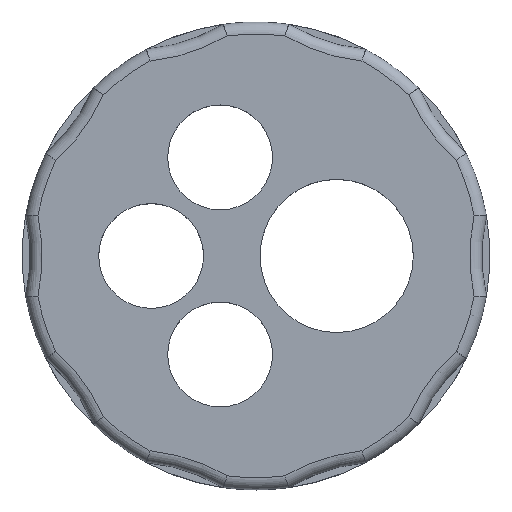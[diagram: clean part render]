
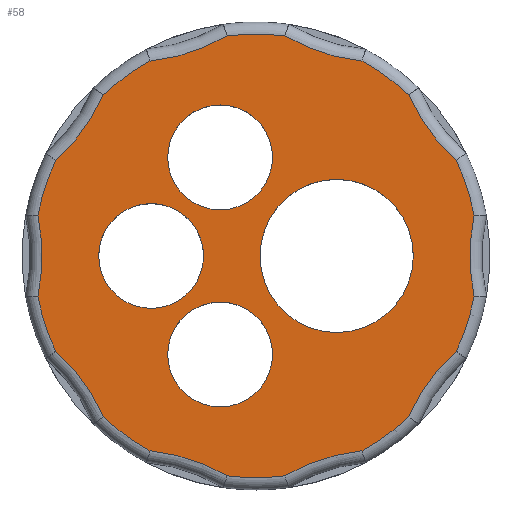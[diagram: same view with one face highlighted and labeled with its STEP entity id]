
A CAD part, top view. The second image highlights one B-rep face of the part: STEP entity #58.
In plain terms, the highlighted planar face has unit normal (0, 0, 1).
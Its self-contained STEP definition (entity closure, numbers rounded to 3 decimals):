
#58=ADVANCED_FACE('',(#138,#139,#140,#141,#142),#143,.F.);
#138=FACE_OUTER_BOUND('',#298,.T.);
#139=FACE_BOUND('',#299,.T.);
#140=FACE_BOUND('',#300,.T.);
#141=FACE_BOUND('',#301,.T.);
#142=FACE_BOUND('',#302,.T.);
#143=PLANE('',#303);
#298=EDGE_LOOP('',(#2458,#2459,#2460,#2461,#2462,#2463,#2464,#2465,#2466,#2467,#2468,#2469,#2470,#2471,#2472,#2473,#2474,#2475,#2476,#2477));
#299=EDGE_LOOP('',(#2478,#2479));
#300=EDGE_LOOP('',(#2480,#2481));
#301=EDGE_LOOP('',(#2482,#2483));
#302=EDGE_LOOP('',(#2484,#2485));
#303=AXIS2_PLACEMENT_3D('',#2486,#2487,#2488);
#2458=ORIENTED_EDGE('',*,*,#3046,.T.);
#2459=ORIENTED_EDGE('',*,*,#3047,.T.);
#2460=ORIENTED_EDGE('',*,*,#3048,.T.);
#2461=ORIENTED_EDGE('',*,*,#3049,.T.);
#2462=ORIENTED_EDGE('',*,*,#3050,.T.);
#2463=ORIENTED_EDGE('',*,*,#3051,.T.);
#2464=ORIENTED_EDGE('',*,*,#3052,.T.);
#2465=ORIENTED_EDGE('',*,*,#3053,.T.);
#2466=ORIENTED_EDGE('',*,*,#3054,.T.);
#2467=ORIENTED_EDGE('',*,*,#3055,.T.);
#2468=ORIENTED_EDGE('',*,*,#3056,.T.);
#2469=ORIENTED_EDGE('',*,*,#3057,.T.);
#2470=ORIENTED_EDGE('',*,*,#3058,.T.);
#2471=ORIENTED_EDGE('',*,*,#3059,.T.);
#2472=ORIENTED_EDGE('',*,*,#3060,.T.);
#2473=ORIENTED_EDGE('',*,*,#3061,.T.);
#2474=ORIENTED_EDGE('',*,*,#3062,.T.);
#2475=ORIENTED_EDGE('',*,*,#3063,.T.);
#2476=ORIENTED_EDGE('',*,*,#3016,.T.);
#2477=ORIENTED_EDGE('',*,*,#3045,.T.);
#2478=ORIENTED_EDGE('',*,*,#3064,.F.);
#2479=ORIENTED_EDGE('',*,*,#3065,.F.);
#2480=ORIENTED_EDGE('',*,*,#3066,.F.);
#2481=ORIENTED_EDGE('',*,*,#3067,.F.);
#2482=ORIENTED_EDGE('',*,*,#3068,.F.);
#2483=ORIENTED_EDGE('',*,*,#3069,.F.);
#2484=ORIENTED_EDGE('',*,*,#3070,.F.);
#2485=ORIENTED_EDGE('',*,*,#3071,.F.);
#2486=CARTESIAN_POINT('',(0.0,0.0,12.0));
#2487=DIRECTION('',(0.0,0.0,-1.0));
#2488=DIRECTION('',(0.0,-1.0,0.0));
#3016=EDGE_CURVE('',#3220,#3218,#3221,.T.);
#3045=EDGE_CURVE('',#3218,#3272,#3274,.T.);
#3046=EDGE_CURVE('',#3272,#3275,#3276,.T.);
#3047=EDGE_CURVE('',#3275,#3277,#3278,.T.);
#3048=EDGE_CURVE('',#3277,#3279,#3280,.T.);
#3049=EDGE_CURVE('',#3279,#3281,#3282,.T.);
#3050=EDGE_CURVE('',#3281,#3283,#3284,.T.);
#3051=EDGE_CURVE('',#3283,#3285,#3286,.T.);
#3052=EDGE_CURVE('',#3285,#3287,#3288,.T.);
#3053=EDGE_CURVE('',#3287,#3289,#3290,.T.);
#3054=EDGE_CURVE('',#3289,#3291,#3292,.T.);
#3055=EDGE_CURVE('',#3291,#3293,#3294,.T.);
#3056=EDGE_CURVE('',#3293,#3295,#3296,.T.);
#3057=EDGE_CURVE('',#3295,#3297,#3298,.T.);
#3058=EDGE_CURVE('',#3297,#3299,#3300,.T.);
#3059=EDGE_CURVE('',#3299,#3301,#3302,.T.);
#3060=EDGE_CURVE('',#3301,#3303,#3304,.T.);
#3061=EDGE_CURVE('',#3303,#3305,#3306,.T.);
#3062=EDGE_CURVE('',#3305,#3307,#3308,.T.);
#3063=EDGE_CURVE('',#3307,#3220,#3309,.T.);
#3064=EDGE_CURVE('',#3310,#3311,#3312,.T.);
#3065=EDGE_CURVE('',#3311,#3310,#3313,.T.);
#3066=EDGE_CURVE('',#3314,#3315,#3316,.T.);
#3067=EDGE_CURVE('',#3315,#3314,#3317,.T.);
#3068=EDGE_CURVE('',#3318,#3319,#3320,.T.);
#3069=EDGE_CURVE('',#3319,#3318,#3321,.T.);
#3070=EDGE_CURVE('',#3322,#3323,#3324,.T.);
#3071=EDGE_CURVE('',#3323,#3322,#3325,.T.);
#3218=VERTEX_POINT('',#3551);
#3220=VERTEX_POINT('',#3560);
#3221=CIRCLE('',#3561,23.879);
#3272=VERTEX_POINT('',#3631);
#3274=CIRCLE('',#3640,27.5);
#3275=VERTEX_POINT('',#3641);
#3276=CIRCLE('',#3642,23.879);
#3277=VERTEX_POINT('',#3643);
#3278=CIRCLE('',#3644,27.5);
#3279=VERTEX_POINT('',#3645);
#3280=CIRCLE('',#3646,23.879);
#3281=VERTEX_POINT('',#3647);
#3282=CIRCLE('',#3648,27.5);
#3283=VERTEX_POINT('',#3649);
#3284=CIRCLE('',#3650,23.879);
#3285=VERTEX_POINT('',#3651);
#3286=CIRCLE('',#3652,27.5);
#3287=VERTEX_POINT('',#3653);
#3288=CIRCLE('',#3654,23.879);
#3289=VERTEX_POINT('',#3655);
#3290=CIRCLE('',#3656,27.5);
#3291=VERTEX_POINT('',#3657);
#3292=CIRCLE('',#3658,23.879);
#3293=VERTEX_POINT('',#3659);
#3294=CIRCLE('',#3660,27.5);
#3295=VERTEX_POINT('',#3661);
#3296=CIRCLE('',#3662,23.879);
#3297=VERTEX_POINT('',#3663);
#3298=CIRCLE('',#3664,27.5);
#3299=VERTEX_POINT('',#3665);
#3300=CIRCLE('',#3666,23.879);
#3301=VERTEX_POINT('',#3667);
#3302=CIRCLE('',#3668,27.5);
#3303=VERTEX_POINT('',#3669);
#3304=CIRCLE('',#3670,23.879);
#3305=VERTEX_POINT('',#3671);
#3306=CIRCLE('',#3672,27.5);
#3307=VERTEX_POINT('',#3673);
#3308=CIRCLE('',#3674,23.879);
#3309=CIRCLE('',#3675,27.5);
#3310=VERTEX_POINT('',#3676);
#3311=VERTEX_POINT('',#3677);
#3312=CIRCLE('',#3678,9.5);
#3313=CIRCLE('',#3679,9.5);
#3314=VERTEX_POINT('',#3680);
#3315=VERTEX_POINT('',#3681);
#3316=CIRCLE('',#3682,6.5);
#3317=CIRCLE('',#3683,6.5);
#3318=VERTEX_POINT('',#3684);
#3319=VERTEX_POINT('',#3685);
#3320=CIRCLE('',#3686,6.5);
#3321=CIRCLE('',#3687,6.5);
#3322=VERTEX_POINT('',#3688);
#3323=VERTEX_POINT('',#3689);
#3324=CIRCLE('',#3690,6.5);
#3325=CIRCLE('',#3691,6.5);
#3551=CARTESIAN_POINT('',(-27.036,-5.031,12.0));
#3560=CARTESIAN_POINT('',(-27.036,5.031,12.0));
#3561=AXIS2_PLACEMENT_3D('',#5462,#5463,#5464);
#3631=CARTESIAN_POINT('',(-24.83,-11.821,12.0));
#3640=AXIS2_PLACEMENT_3D('',#5519,#5520,#5521);
#3641=CARTESIAN_POINT('',(-18.916,-19.961,12.0));
#3642=AXIS2_PLACEMENT_3D('',#5522,#5523,#5524);
#3643=CARTESIAN_POINT('',(-13.139,-24.158,12.0));
#3644=AXIS2_PLACEMENT_3D('',#5525,#5526,#5527);
#3645=CARTESIAN_POINT('',(-3.57,-27.267,12.0));
#3646=AXIS2_PLACEMENT_3D('',#5528,#5529,#5530);
#3647=CARTESIAN_POINT('',(3.57,-27.267,12.0));
#3648=AXIS2_PLACEMENT_3D('',#5531,#5532,#5533);
#3649=CARTESIAN_POINT('',(13.139,-24.158,12.0));
#3650=AXIS2_PLACEMENT_3D('',#5534,#5535,#5536);
#3651=CARTESIAN_POINT('',(18.916,-19.961,12.0));
#3652=AXIS2_PLACEMENT_3D('',#5537,#5538,#5539);
#3653=CARTESIAN_POINT('',(24.83,-11.821,12.0));
#3654=AXIS2_PLACEMENT_3D('',#5540,#5541,#5542);
#3655=CARTESIAN_POINT('',(27.036,-5.031,12.0));
#3656=AXIS2_PLACEMENT_3D('',#5543,#5544,#5545);
#3657=CARTESIAN_POINT('',(27.036,5.031,12.0));
#3658=AXIS2_PLACEMENT_3D('',#5546,#5547,#5548);
#3659=CARTESIAN_POINT('',(24.83,11.821,12.0));
#3660=AXIS2_PLACEMENT_3D('',#5549,#5550,#5551);
#3661=CARTESIAN_POINT('',(18.916,19.961,12.0));
#3662=AXIS2_PLACEMENT_3D('',#5552,#5553,#5554);
#3663=CARTESIAN_POINT('',(13.139,24.158,12.0));
#3664=AXIS2_PLACEMENT_3D('',#5555,#5556,#5557);
#3665=CARTESIAN_POINT('',(3.57,27.267,12.0));
#3666=AXIS2_PLACEMENT_3D('',#5558,#5559,#5560);
#3667=CARTESIAN_POINT('',(-3.57,27.267,12.0));
#3668=AXIS2_PLACEMENT_3D('',#5561,#5562,#5563);
#3669=CARTESIAN_POINT('',(-13.139,24.158,12.0));
#3670=AXIS2_PLACEMENT_3D('',#5564,#5565,#5566);
#3671=CARTESIAN_POINT('',(-18.916,19.961,12.0));
#3672=AXIS2_PLACEMENT_3D('',#5567,#5568,#5569);
#3673=CARTESIAN_POINT('',(-24.83,11.821,12.0));
#3674=AXIS2_PLACEMENT_3D('',#5570,#5571,#5572);
#3675=AXIS2_PLACEMENT_3D('',#5573,#5574,#5575);
#3676=CARTESIAN_POINT('',(10.0,9.5,12.0));
#3677=CARTESIAN_POINT('',(10.0,-9.5,12.0));
#3678=AXIS2_PLACEMENT_3D('',#5576,#5577,#5578);
#3679=AXIS2_PLACEMENT_3D('',#5579,#5580,#5581);
#3680=CARTESIAN_POINT('',(-13.0,6.5,12.0));
#3681=CARTESIAN_POINT('',(-13.0,-6.5,12.0));
#3682=AXIS2_PLACEMENT_3D('',#5582,#5583,#5584);
#3683=AXIS2_PLACEMENT_3D('',#5585,#5586,#5587);
#3684=CARTESIAN_POINT('',(-4.446,-5.716,12.0));
#3685=CARTESIAN_POINT('',(-4.446,-18.716,12.0));
#3686=AXIS2_PLACEMENT_3D('',#5588,#5589,#5590);
#3687=AXIS2_PLACEMENT_3D('',#5591,#5592,#5593);
#3688=CARTESIAN_POINT('',(-4.446,18.716,12.0));
#3689=CARTESIAN_POINT('',(-4.446,5.716,12.0));
#3690=AXIS2_PLACEMENT_3D('',#5594,#5595,#5596);
#3691=AXIS2_PLACEMENT_3D('',#5597,#5598,#5599);
#5462=CARTESIAN_POINT('',(-50.379,0.0,12.0));
#5463=DIRECTION('',(0.0,0.0,-1.0));
#5464=DIRECTION('',(0.978,0.211,0.0));
#5519=CARTESIAN_POINT('',(0.0,0.0,12.0));
#5520=DIRECTION('',(0.0,0.0,1.0));
#5521=DIRECTION('',(-0.983,-0.183,0.0));
#5522=CARTESIAN_POINT('',(-40.757,-29.612,12.0));
#5523=DIRECTION('',(0.0,0.0,-1.0));
#5524=DIRECTION('',(0.667,0.745,0.0));
#5525=CARTESIAN_POINT('',(0.0,0.0,12.0));
#5526=DIRECTION('',(0.0,0.0,1.0));
#5527=DIRECTION('',(-0.688,-0.726,0.0));
#5528=CARTESIAN_POINT('',(-15.568,-47.913,12.0));
#5529=DIRECTION('',(0.0,0.0,-1.0));
#5530=DIRECTION('',(0.102,0.995,0.0));
#5531=CARTESIAN_POINT('',(0.0,0.0,12.0));
#5532=DIRECTION('',(0.0,0.0,1.0));
#5533=DIRECTION('',(-0.13,-0.992,0.0));
#5534=CARTESIAN_POINT('',(15.568,-47.913,12.0));
#5535=DIRECTION('',(0.0,0.0,-1.0));
#5536=DIRECTION('',(-0.502,0.865,0.0));
#5537=CARTESIAN_POINT('',(0.0,0.0,12.0));
#5538=DIRECTION('',(0.0,0.0,1.0));
#5539=DIRECTION('',(0.478,-0.878,0.0));
#5540=CARTESIAN_POINT('',(40.757,-29.612,12.0));
#5541=DIRECTION('',(0.0,0.0,-1.0));
#5542=DIRECTION('',(-0.915,0.404,0.0));
#5543=CARTESIAN_POINT('',(0.0,0.0,12.0));
#5544=DIRECTION('',(0.0,0.0,1.0));
#5545=DIRECTION('',(0.903,-0.43,0.0));
#5546=CARTESIAN_POINT('',(50.379,0.0,12.0));
#5547=DIRECTION('',(-0.0,0.0,-1.0));
#5548=DIRECTION('',(-0.978,-0.211,0.0));
#5549=CARTESIAN_POINT('',(0.0,0.0,12.0));
#5550=DIRECTION('',(0.0,-0.0,1.0));
#5551=DIRECTION('',(0.983,0.183,0.0));
#5552=CARTESIAN_POINT('',(40.757,29.612,12.0));
#5553=DIRECTION('',(-0.0,0.0,-1.0));
#5554=DIRECTION('',(-0.667,-0.745,0.0));
#5555=CARTESIAN_POINT('',(0.0,0.0,12.0));
#5556=DIRECTION('',(0.0,-0.0,1.0));
#5557=DIRECTION('',(0.688,0.726,0.0));
#5558=CARTESIAN_POINT('',(15.568,47.913,12.0));
#5559=DIRECTION('',(-0.0,0.0,-1.0));
#5560=DIRECTION('',(-0.102,-0.995,0.0));
#5561=CARTESIAN_POINT('',(0.0,0.0,12.0));
#5562=DIRECTION('',(0.0,-0.0,1.0));
#5563=DIRECTION('',(0.13,0.992,0.0));
#5564=CARTESIAN_POINT('',(-15.568,47.913,12.0));
#5565=DIRECTION('',(0.0,0.0,-1.0));
#5566=DIRECTION('',(0.502,-0.865,0.0));
#5567=CARTESIAN_POINT('',(0.0,0.0,12.0));
#5568=DIRECTION('',(0.0,0.0,1.0));
#5569=DIRECTION('',(-0.478,0.878,0.0));
#5570=CARTESIAN_POINT('',(-40.757,29.612,12.0));
#5571=DIRECTION('',(0.0,0.0,-1.0));
#5572=DIRECTION('',(0.915,-0.404,0.0));
#5573=CARTESIAN_POINT('',(0.0,0.0,12.0));
#5574=DIRECTION('',(0.0,0.0,1.0));
#5575=DIRECTION('',(-0.903,0.43,0.0));
#5576=CARTESIAN_POINT('',(10.0,0.0,12.0));
#5577=DIRECTION('',(0.0,-0.0,1.0));
#5578=DIRECTION('',(0.0,1.0,0.0));
#5579=CARTESIAN_POINT('',(10.0,0.0,12.0));
#5580=DIRECTION('',(0.0,0.0,1.0));
#5581=DIRECTION('',(0.0,-1.0,0.0));
#5582=CARTESIAN_POINT('',(-13.0,0.0,12.0));
#5583=DIRECTION('',(0.0,-0.0,1.0));
#5584=DIRECTION('',(0.0,1.0,0.0));
#5585=CARTESIAN_POINT('',(-13.0,0.0,12.0));
#5586=DIRECTION('',(0.0,0.0,1.0));
#5587=DIRECTION('',(0.0,-1.0,0.0));
#5588=CARTESIAN_POINT('',(-4.446,-12.216,12.0));
#5589=DIRECTION('',(0.0,-0.0,1.0));
#5590=DIRECTION('',(0.0,1.0,0.0));
#5591=CARTESIAN_POINT('',(-4.446,-12.216,12.0));
#5592=DIRECTION('',(0.0,0.0,1.0));
#5593=DIRECTION('',(0.0,-1.0,0.0));
#5594=CARTESIAN_POINT('',(-4.446,12.216,12.0));
#5595=DIRECTION('',(0.0,-0.0,1.0));
#5596=DIRECTION('',(0.0,1.0,0.0));
#5597=CARTESIAN_POINT('',(-4.446,12.216,12.0));
#5598=DIRECTION('',(0.0,0.0,1.0));
#5599=DIRECTION('',(0.0,-1.0,0.0));
